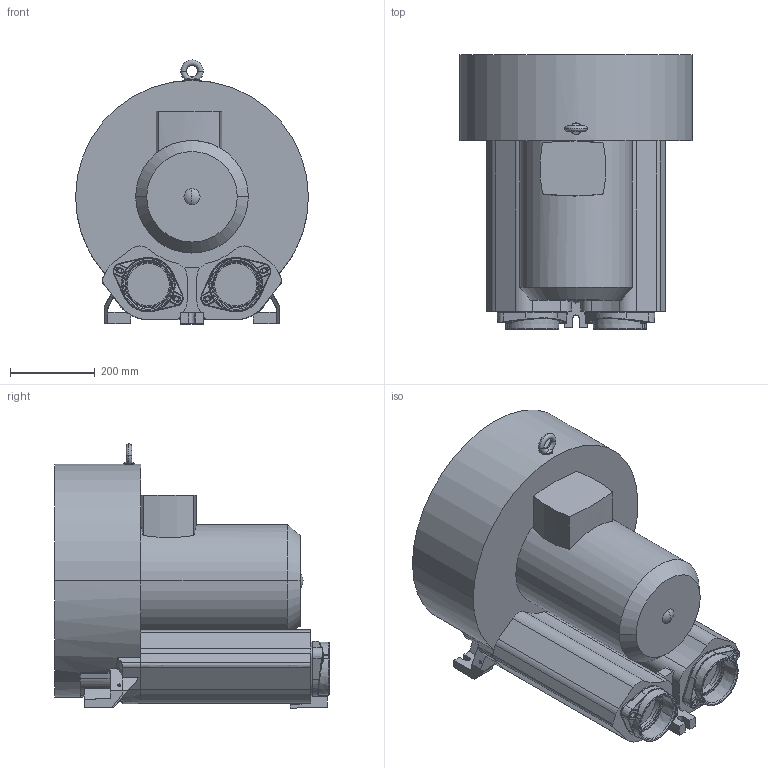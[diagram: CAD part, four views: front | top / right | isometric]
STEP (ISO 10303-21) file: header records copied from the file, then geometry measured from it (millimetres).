
FILE_DESCRIPTION((''),'2;1');
FILE_NAME('2RB910-1AQ06','2025-03-10T',('Administrator'),(''),'PRO/ENGINEER BY PARAMETRIC TECHNOLOGY CORPORATION, 2007090','PRO/ENGINEER BY PARAMETRIC TECHNOLOGY CORPORATION, 2007090','');
FILE_SCHEMA(('AUTOMOTIVE_DESIGN_CC2 { 1 2 10303 214 -1 1 5 2 }'));
Length unit declared in the file: millimetre
Products named in the file (1): 2RB910-1AQ06
Bounding box: 550 x 648.3 x 624.33 mm (x, y, z)
Volume: 92488399.5 mm3; surface area: 1834476.9 mm2
Topology: 1 solids, 9 shells, 706 faces, 1843 edges, 1171 vertices
Faces by surface type: plane 222, cylinder 183, bspline 124, torus 80, cone 70, sphere 18, extrusion 9
Entity records: 29403 total; most frequent: CARTESIAN_POINT 13071, ORIENTED_EDGE 3658, DIRECTION 3110, EDGE_CURVE 1829, AXIS2_PLACEMENT_3D 1235, VERTEX_POINT 1169, EDGE_LOOP 742, FACE_OUTER_BOUND 705
